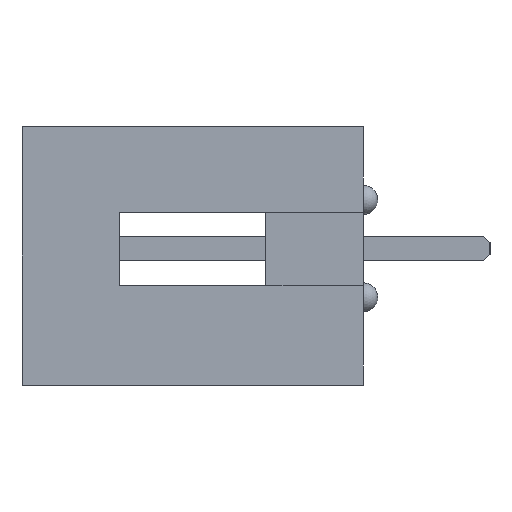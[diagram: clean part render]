
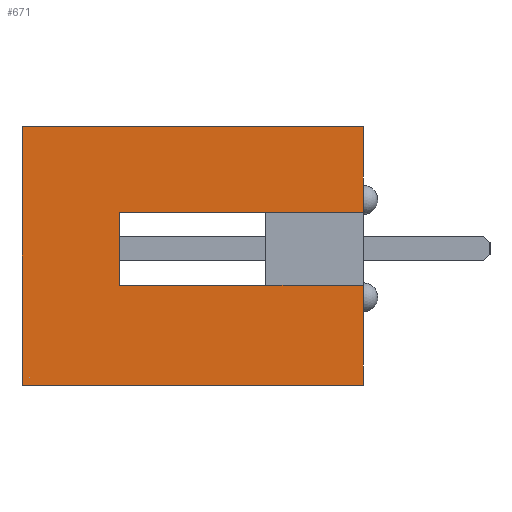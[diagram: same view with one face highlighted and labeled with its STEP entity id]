
A CAD part, left-side view. The second image highlights one B-rep face of the part: STEP entity #671.
In plain terms, the highlighted planar face has unit normal (-1, 0, 0).
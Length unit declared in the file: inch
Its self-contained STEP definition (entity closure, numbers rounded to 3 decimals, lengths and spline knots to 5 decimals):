
#671 = ADVANCED_FACE( '', ( #1358 ), #1359, .F. );
#1358 = FACE_OUTER_BOUND( '', #2070, .T. );
#1359 = PLANE( '', #2071 );
#2070 = EDGE_LOOP( '', ( #4044, #4045, #4046, #4047, #4048, #4049, #4050, #4051 ) );
#2071 = AXIS2_PLACEMENT_3D( '', #4052, #4053, #4054 );
#4044 = ORIENTED_EDGE( '', *, *, #4777, .F. );
#4045 = ORIENTED_EDGE( '', *, *, #4847, .F. );
#4046 = ORIENTED_EDGE( '', *, *, #4983, .F. );
#4047 = ORIENTED_EDGE( '', *, *, #4925, .F. );
#4048 = ORIENTED_EDGE( '', *, *, #5298, .T. );
#4049 = ORIENTED_EDGE( '', *, *, #5310, .T. );
#4050 = ORIENTED_EDGE( '', *, *, #4980, .F. );
#4051 = ORIENTED_EDGE( '', *, *, #4822, .F. );
#4052 = CARTESIAN_POINT( '', ( -0.825, 0., 0. ) );
#4053 = DIRECTION( '', ( 1., 0., 0. ) );
#4054 = DIRECTION( '', ( 0., 0., -1. ) );
#4777 = EDGE_CURVE( '', #5899, #5863, #5901, .T. );
#4822 = EDGE_CURVE( '', #5863, #5974, #5975, .T. );
#4847 = EDGE_CURVE( '', #6010, #5899, #6012, .T. );
#4925 = EDGE_CURVE( '', #6136, #6130, #6138, .T. );
#4980 = EDGE_CURVE( '', #5974, #6220, #6221, .T. );
#4983 = EDGE_CURVE( '', #6130, #6010, #6225, .T. );
#5298 = EDGE_CURVE( '', #6136, #6631, #6633, .T. );
#5310 = EDGE_CURVE( '', #6631, #6220, #6646, .T. );
#5863 = VERTEX_POINT( '', #7424 );
#5899 = VERTEX_POINT( '', #7479 );
#5901 = LINE( '', #7482, #7483 );
#5974 = VERTEX_POINT( '', #7591 );
#5975 = LINE( '', #7592, #7593 );
#6010 = VERTEX_POINT( '', #7646 );
#6012 = LINE( '', #7649, #7650 );
#6130 = VERTEX_POINT( '', #7824 );
#6136 = VERTEX_POINT( '', #7833 );
#6138 = LINE( '', #7836, #7837 );
#6220 = VERTEX_POINT( '', #7960 );
#6221 = LINE( '', #7961, #7962 );
#6225 = LINE( '', #7968, #7969 );
#6631 = VERTEX_POINT( '', #8602 );
#6633 = LINE( '', #8605, #8606 );
#6646 = LINE( '', #8623, #8624 );
#7424 = CARTESIAN_POINT( '', ( -0.825, 0.35, 0.125 ) );
#7479 = CARTESIAN_POINT( '', ( -0.825, 0.35, -0.14 ) );
#7482 = CARTESIAN_POINT( '', ( -0.825, 0.35, -0.14 ) );
#7483 = VECTOR( '', #8965, 39.37008 );
#7591 = CARTESIAN_POINT( '', ( -0.825, 0., 0.125 ) );
#7592 = CARTESIAN_POINT( '', ( -0.825, 0.35, 0.125 ) );
#7593 = VECTOR( '', #9001, 39.37008 );
#7646 = CARTESIAN_POINT( '', ( -0.825, 0., -0.14 ) );
#7649 = CARTESIAN_POINT( '', ( -0.825, 0., -0.14 ) );
#7650 = VECTOR( '', #9021, 39.37008 );
#7824 = CARTESIAN_POINT( '', ( -0.825, 0., -0.0375 ) );
#7833 = CARTESIAN_POINT( '', ( -0.825, 0.25, -0.0375 ) );
#7836 = CARTESIAN_POINT( '', ( -0.825, 0.25, -0.0375 ) );
#7837 = VECTOR( '', #9085, 39.37008 );
#7960 = CARTESIAN_POINT( '', ( -0.825, 0., 0.0375 ) );
#7961 = CARTESIAN_POINT( '', ( -0.825, 0., 0.125 ) );
#7962 = VECTOR( '', #9136, 39.37008 );
#7968 = CARTESIAN_POINT( '', ( -0.825, 0., 0.125 ) );
#7969 = VECTOR( '', #9139, 39.37008 );
#8602 = CARTESIAN_POINT( '', ( -0.825, 0.25, 0.0375 ) );
#8605 = CARTESIAN_POINT( '', ( -0.825, 0.25, 0. ) );
#8606 = VECTOR( '', #9368, 39.37008 );
#8623 = CARTESIAN_POINT( '', ( -0.825, 0.25, 0.0375 ) );
#8624 = VECTOR( '', #9373, 39.37008 );
#8965 = DIRECTION( '', ( 0., 0., 1. ) );
#9001 = DIRECTION( '', ( 0., -1., 0. ) );
#9021 = DIRECTION( '', ( 0., 1., 0. ) );
#9085 = DIRECTION( '', ( 0., -1., 0. ) );
#9136 = DIRECTION( '', ( 0., 0., -1. ) );
#9139 = DIRECTION( '', ( 0., 0., -1. ) );
#9368 = DIRECTION( '', ( 0., 0., 1. ) );
#9373 = DIRECTION( '', ( 0., -1., 0. ) );
